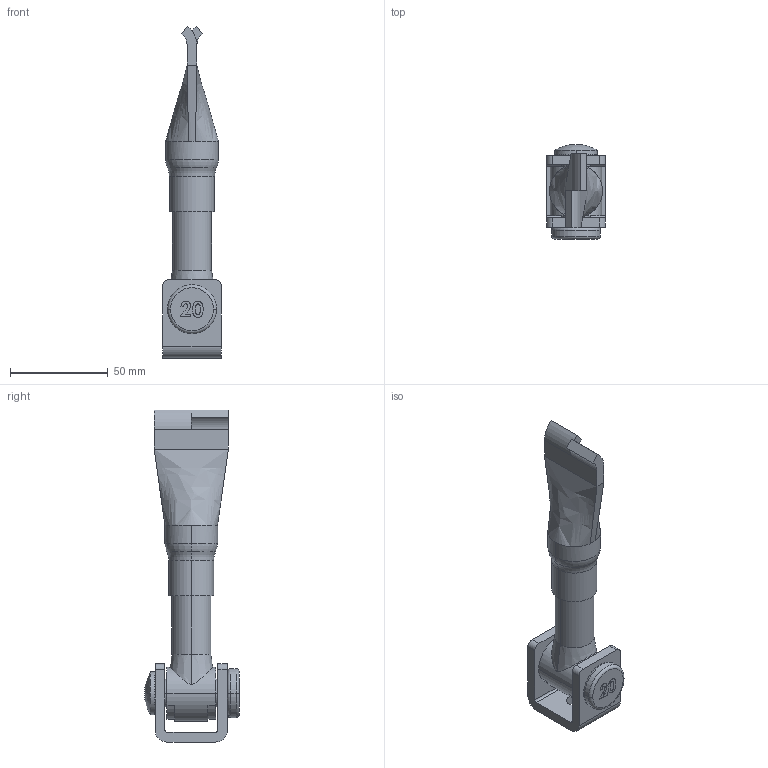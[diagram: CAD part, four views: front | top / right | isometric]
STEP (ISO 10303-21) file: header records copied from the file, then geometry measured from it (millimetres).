
FILE_DESCRIPTION (( 'STEP AP203' ), '1' );
FILE_NAME ('125-M20.STEP', '2019-09-09T14:22:05', ( '' ), ( '' ), 'SwSTEP 2.0', 'SolidWorks 2015', '' );
FILE_SCHEMA (( 'CONFIG_CONTROL_DESIGN' ));
Length unit declared in the file: millimetre
Products named in the file (6): 125-MXX Teil2_125-M20 Teil2; 125-MXX Teil5_125-M20 Teil5; 125-MXX Teil1_125-M20 Teil1; 125-MXX Teil3_125-M20 Teil3; 125-MXX Teil4_125-M20 Teil4; 125-M20
Assembly tree (5 placements, depth 2):
  125-M20
    125-MXX Teil1_125-M20 Teil1
    125-MXX Teil2_125-M20 Teil2
    125-MXX Teil3_125-M20 Teil3
    125-MXX Teil4_125-M20 Teil4
    125-MXX Teil5_125-M20 Teil5
Bounding box: 30 x 48.28 x 170 mm (x, y, z)
Volume: 72981.8 mm3; surface area: 33021.4 mm2
Topology: 5 solids, 5 shells, 504 faces, 1358 edges, 889 vertices
Faces by surface type: plane 318, bspline 101, cylinder 57, cone 14, torus 12, sphere 2
Entity records: 25936 total; most frequent: CARTESIAN_POINT 13487, ORIENTED_EDGE 2712, DIRECTION 2070, EDGE_CURVE 1356, VERTEX_POINT 889, VECTOR 842, LINE 842, AXIS2_PLACEMENT_3D 614
